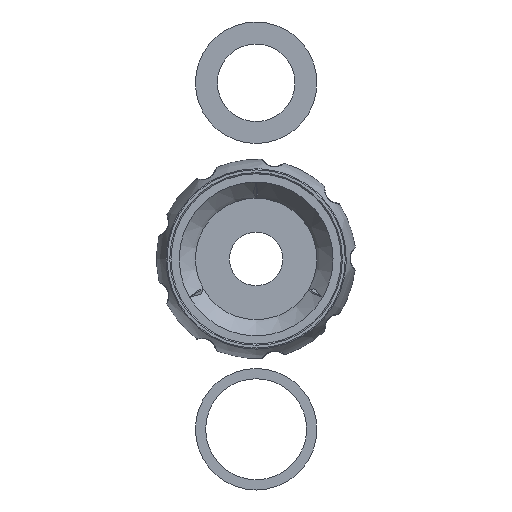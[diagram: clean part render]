
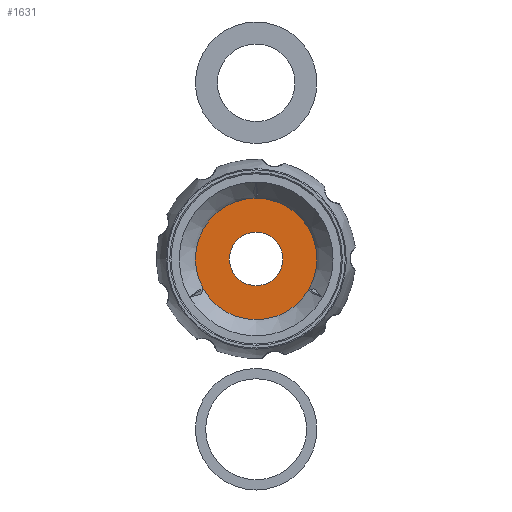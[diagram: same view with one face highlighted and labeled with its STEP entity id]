
A CAD part, left-side view. The second image highlights one B-rep face of the part: STEP entity #1631.
In plain terms, the highlighted planar face has unit normal (-1, 0, 0).
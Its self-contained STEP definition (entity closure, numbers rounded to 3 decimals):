
#1471=PLANE('',#5722);
#1631=ADVANCED_FACE('',(#2078,#2079),#1471,.T.);
#2078=FACE_BOUND('',#2199,.T.);
#2079=FACE_BOUND('',#2200,.T.);
#2199=EDGE_LOOP('',(#2605));
#2200=EDGE_LOOP('',(#2606));
#2605=ORIENTED_EDGE('',*,*,#4671,.T.);
#2606=ORIENTED_EDGE('',*,*,#4673,.F.);
#4174=VERTEX_POINT('',#7912);
#4176=VERTEX_POINT('',#7917);
#4671=EDGE_CURVE('',#4174,#4174,#5458,.T.);
#4673=EDGE_CURVE('',#4176,#4176,#5460,.T.);
#5458=CIRCLE('',#5716,10.35);
#5460=CIRCLE('',#5719,4.55);
#5716=AXIS2_PLACEMENT_3D('',#7911,#6309,#6310);
#5719=AXIS2_PLACEMENT_3D('',#7916,#6315,#6316);
#5722=AXIS2_PLACEMENT_3D('',#7920,#6321,#6322);
#6309=DIRECTION('',(-1.,0.,0.));
#6310=DIRECTION('',(0.,1.,0.));
#6315=DIRECTION('',(-1.,0.,0.));
#6316=DIRECTION('',(0.,1.,0.));
#6321=DIRECTION('',(-1.,0.,0.));
#6322=DIRECTION('',(0.,0.,1.));
#7911=CARTESIAN_POINT('',(-38.,0.,0.));
#7912=CARTESIAN_POINT('',(-38.,10.35,0.));
#7916=CARTESIAN_POINT('',(-38.,0.,0.));
#7917=CARTESIAN_POINT('',(-38.,4.55,0.));
#7920=CARTESIAN_POINT('',(-38.,0.,0.));
